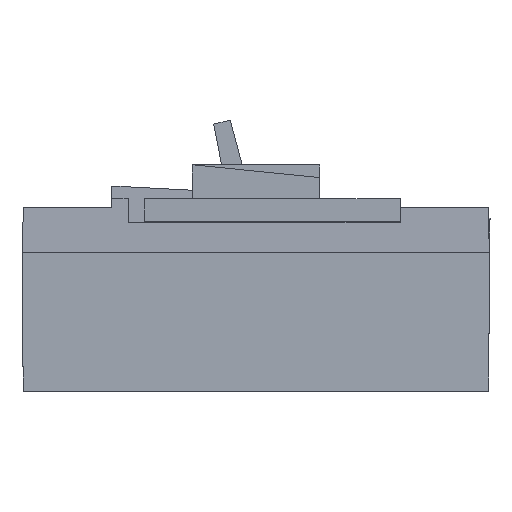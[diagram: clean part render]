
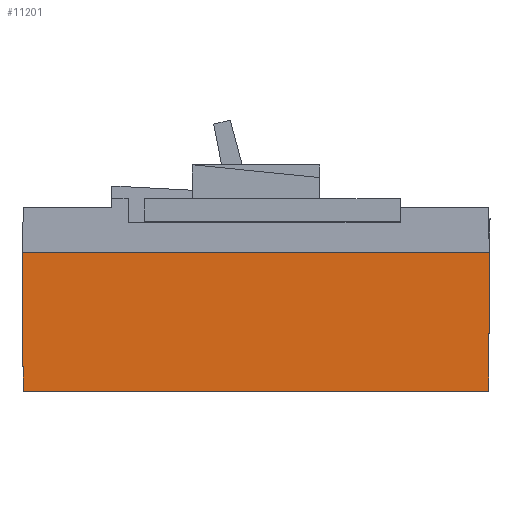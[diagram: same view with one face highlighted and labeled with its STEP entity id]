
A CAD part, top view. The second image highlights one B-rep face of the part: STEP entity #11201.
In plain terms, the highlighted planar face has unit normal (0, -0.009, 1).
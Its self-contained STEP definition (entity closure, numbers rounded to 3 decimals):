
#6688=DIRECTION('',(1.,0.,0.));
#6689=VECTOR('',#6688,164.476);
#6690=CARTESIAN_POINT('',(-82.238,0.,51.972));
#6691=LINE('',#6690,#6689);
#8640=DIRECTION('',(1.,0.,0.));
#8641=VECTOR('',#8640,165.332);
#8642=CARTESIAN_POINT('',(-82.666,49.05,52.4));
#8643=LINE('',#8642,#8641);
#8647=DIRECTION('',(-0.009,-1.,-0.009));
#8648=VECTOR('',#8647,49.054);
#8649=CARTESIAN_POINT('',(82.666,49.05,52.4));
#8650=LINE('',#8649,#8648);
#8654=DIRECTION('',(-0.009,1.,0.009));
#8655=VECTOR('',#8654,49.054);
#8656=CARTESIAN_POINT('',(-82.238,0.,51.972));
#8657=LINE('',#8656,#8655);
#9244=CARTESIAN_POINT('',(-82.238,0.,51.972));
#9245=CARTESIAN_POINT('',(-82.666,49.05,52.4));
#9246=VERTEX_POINT('',#9244);
#9247=VERTEX_POINT('',#9245);
#9248=CARTESIAN_POINT('',(82.666,49.05,52.4));
#9249=VERTEX_POINT('',#9248);
#9250=CARTESIAN_POINT('',(82.238,0.,51.972));
#9251=VERTEX_POINT('',#9250);
#11190=CARTESIAN_POINT('',(-84.175,49.05,52.4));
#11191=DIRECTION('',(0.,-0.009,1.));
#11192=DIRECTION('',(1.,0.,0.));
#11193=AXIS2_PLACEMENT_3D('',#11190,#11191,#11192);
#11194=PLANE('',#11193);
#11195=ORIENTED_EDGE('',*,*,#10022,.T.);
#11196=ORIENTED_EDGE('',*,*,#10312,.T.);
#11197=ORIENTED_EDGE('',*,*,#9593,.F.);
#11198=ORIENTED_EDGE('',*,*,#9793,.T.);
#11199=EDGE_LOOP('',(#11195,#11196,#11197,#11198));
#11200=FACE_OUTER_BOUND('',#11199,.F.);
#9593=EDGE_CURVE('',#9246,#9251,#6691,.T.);
#9793=EDGE_CURVE('',#9246,#9247,#8657,.T.);
#10022=EDGE_CURVE('',#9247,#9249,#8643,.T.);
#10312=EDGE_CURVE('',#9249,#9251,#8650,.T.);
#11201=ADVANCED_FACE('',(#11200),#11194,.T.);
